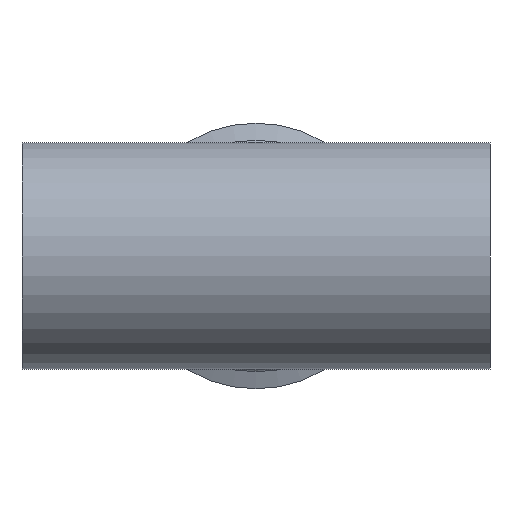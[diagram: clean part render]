
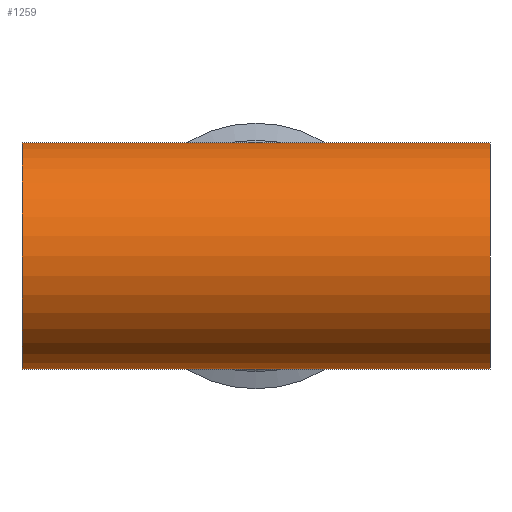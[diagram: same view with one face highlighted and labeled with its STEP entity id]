
A CAD part, front view. The second image highlights one B-rep face of the part: STEP entity #1259.
In plain terms, the highlighted cylindrical face has radius 50.8 mm (diameter 101.6 mm), a partial arc.
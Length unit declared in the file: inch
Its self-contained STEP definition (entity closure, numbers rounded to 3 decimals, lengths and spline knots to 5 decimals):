
#13 = FACE_OUTER_BOUND ( 'NONE', #929, .T. ) ;
#51 = VERTEX_POINT ( 'NONE', #1403 ) ;
#65 = DIRECTION ( 'NONE',  ( 1., 0., 0. ) ) ;
#68 = VECTOR ( 'NONE', #197, 39.37008 ) ;
#178 = DIRECTION ( 'NONE',  ( -1., 0., 0. ) ) ;
#182 = EDGE_CURVE ( 'NONE', #1475, #666, #1329, .T. ) ;
#184 = CARTESIAN_POINT ( 'NONE',  ( -4.12598, 0., 2. ) ) ;
#185 = DIRECTION ( 'NONE',  ( 0., 0., 1. ) ) ;
#197 = DIRECTION ( 'NONE',  ( -1., 0., 0. ) ) ;
#203 = ORIENTED_EDGE ( 'NONE', *, *, #182, .T. ) ;
#233 = VECTOR ( 'NONE', #1155, 39.37008 ) ;
#254 = ORIENTED_EDGE ( 'NONE', *, *, #1405, .T. ) ;
#338 = DIRECTION ( 'NONE',  ( 0., 0., -1. ) ) ;
#425 = CARTESIAN_POINT ( 'NONE',  ( 4.12598, 0., 2. ) ) ;
#517 = VERTEX_POINT ( 'NONE', #1322 ) ;
#528 = ORIENTED_EDGE ( 'NONE', *, *, #1608, .F. ) ;
#556 = AXIS2_PLACEMENT_3D ( 'NONE', #1557, #65, #822 ) ;
#588 = VECTOR ( 'NONE', #1457, 39.37008 ) ;
#614 = LINE ( 'NONE', #923, #233 ) ;
#666 = VERTEX_POINT ( 'NONE', #1485 ) ;
#686 = AXIS2_PLACEMENT_3D ( 'NONE', #982, #1212, #338 ) ;
#722 = CARTESIAN_POINT ( 'NONE',  ( 4.12598, 0., 2. ) ) ;
#733 = AXIS2_PLACEMENT_3D ( 'NONE', #831, #178, #185 ) ;
#801 = ORIENTED_EDGE ( 'NONE', *, *, #1042, .F. ) ;
#822 = DIRECTION ( 'NONE',  ( 0., 0., -1. ) ) ;
#831 = CARTESIAN_POINT ( 'NONE',  ( 4.12598, 0., 0. ) ) ;
#842 = CARTESIAN_POINT ( 'NONE',  ( 4.12598, 0., -2. ) ) ;
#856 = ORIENTED_EDGE ( 'NONE', *, *, #934, .F. ) ;
#905 = CIRCLE ( 'NONE', #556, 2. ) ;
#917 = LINE ( 'NONE', #1502, #1532 ) ;
#923 = CARTESIAN_POINT ( 'NONE',  ( 4.12598, 0., -2. ) ) ;
#929 = EDGE_LOOP ( 'NONE', ( #528, #801, #254, #1525, #203, #856 ) ) ;
#934 = EDGE_CURVE ( 'NONE', #51, #666, #614, .T. ) ;
#982 = CARTESIAN_POINT ( 'NONE',  ( -4.12598, 0., 0. ) ) ;
#1001 = CARTESIAN_POINT ( 'NONE',  ( 0., 0., 2. ) ) ;
#1007 = CYLINDRICAL_SURFACE ( 'NONE', #733, 2. ) ;
#1024 = EDGE_CURVE ( 'NONE', #1414, #1475, #1581, .T. ) ;
#1042 = EDGE_CURVE ( 'NONE', #517, #1569, #905, .T. ) ;
#1155 = DIRECTION ( 'NONE',  ( -1., 0., 0. ) ) ;
#1212 = DIRECTION ( 'NONE',  ( 1., 0., 0. ) ) ;
#1226 = LINE ( 'NONE', #722, #68 ) ;
#1227 = DIRECTION ( 'NONE',  ( -1., 0., 0. ) ) ;
#1259 = ADVANCED_FACE ( 'NONE', ( #13 ), #1007, .T. ) ;
#1322 = CARTESIAN_POINT ( 'NONE',  ( 4.12598, 0., 2. ) ) ;
#1329 = CIRCLE ( 'NONE', #686, 2. ) ;
#1403 = CARTESIAN_POINT ( 'NONE',  ( 0., 0., -2. ) ) ;
#1405 = EDGE_CURVE ( 'NONE', #517, #1414, #1226, .T. ) ;
#1414 = VERTEX_POINT ( 'NONE', #1001 ) ;
#1457 = DIRECTION ( 'NONE',  ( -1., 0., 0. ) ) ;
#1475 = VERTEX_POINT ( 'NONE', #184 ) ;
#1485 = CARTESIAN_POINT ( 'NONE',  ( -4.12598, 0., -2. ) ) ;
#1502 = CARTESIAN_POINT ( 'NONE',  ( 4.12598, 0., -2. ) ) ;
#1525 = ORIENTED_EDGE ( 'NONE', *, *, #1024, .T. ) ;
#1532 = VECTOR ( 'NONE', #1227, 39.37008 ) ;
#1557 = CARTESIAN_POINT ( 'NONE',  ( 4.12598, 0., 0. ) ) ;
#1569 = VERTEX_POINT ( 'NONE', #842 ) ;
#1581 = LINE ( 'NONE', #425, #588 ) ;
#1608 = EDGE_CURVE ( 'NONE', #1569, #51, #917, .T. ) ;
